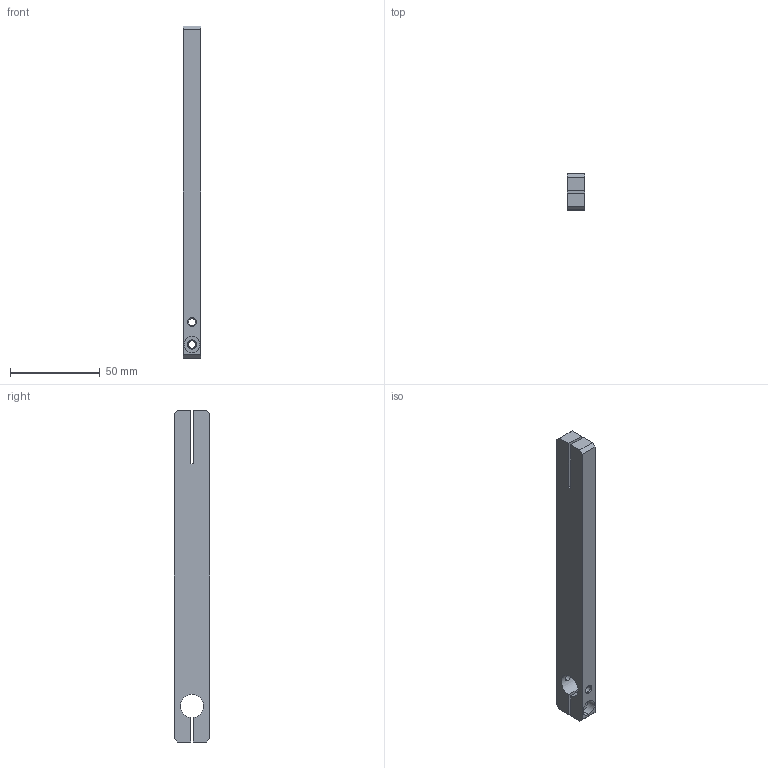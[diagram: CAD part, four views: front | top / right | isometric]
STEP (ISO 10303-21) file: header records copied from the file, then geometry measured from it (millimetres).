
FILE_DESCRIPTION (( 'STEP AP214' ), '1' );
FILE_NAME ('400105431.STEP', '2021-11-05T07:56:48', ( '' ), ( '' ), 'SwSTEP 2.0', 'SolidWorks 2020', '' );
FILE_SCHEMA (( 'AUTOMOTIVE_DESIGN' ));
Length unit declared in the file: millimetre
Products named in the file (1): 400105431
Bounding box: 10 x 20 x 185 mm (x, y, z)
Volume: 34308.3 mm3; surface area: 12584.1 mm2
Topology: 1 solids, 1 shells, 35 faces, 90 edges, 58 vertices
Faces by surface type: plane 18, cylinder 11, cone 6
Entity records: 1236 total; most frequent: CARTESIAN_POINT 296, DIRECTION 182, ORIENTED_EDGE 180, EDGE_CURVE 90, VECTOR 62, LINE 62, AXIS2_PLACEMENT_3D 60, VERTEX_POINT 58
